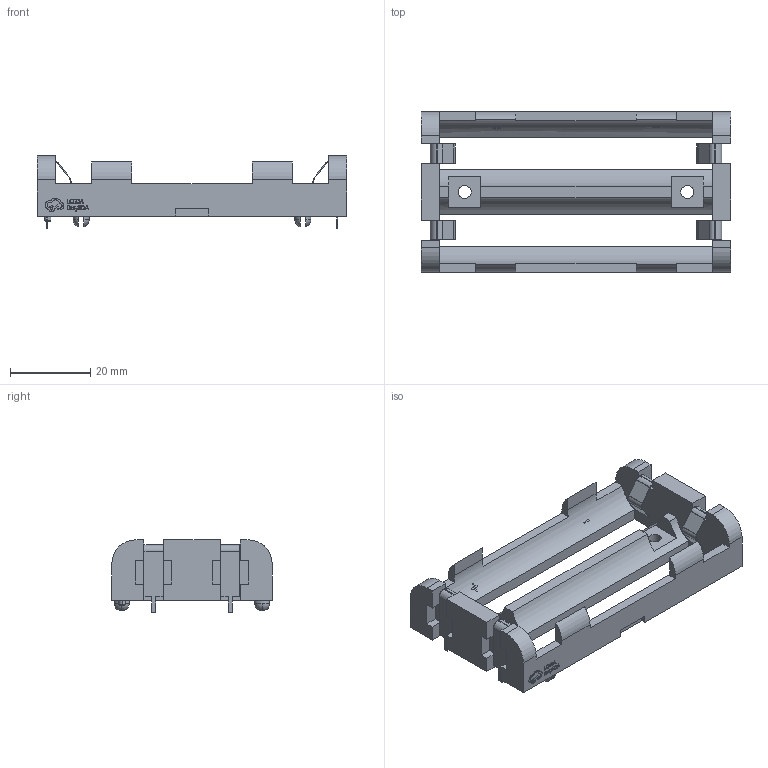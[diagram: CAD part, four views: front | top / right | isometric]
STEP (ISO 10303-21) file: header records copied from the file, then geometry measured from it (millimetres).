
FILE_DESCRIPTION (( 'STEP AP214' ), '1' );
FILE_NAME ('BAT-TH_L77.0-W39.9_BH-18650-A1BJ021.STEP', '2024-06-15T05:57:46', ( '' ), ( '' ), 'SwSTEP 2.0', 'SolidWorks 2020', '' );
FILE_SCHEMA (( 'AUTOMOTIVE_DESIGN' ));
Length unit declared in the file: millimetre
Products named in the file (1): BAT-TH_L77.0-W39.9_BH-18650-A1BJ021
Bounding box: 77 x 39.91 x 18 mm (x, y, z)
Volume: 13286.9 mm3; surface area: 10747.7 mm2
Topology: 5 solids, 5 shells, 481 faces, 1337 edges, 890 vertices
Faces by surface type: plane 299, bspline 114, cylinder 58, sphere 8, cone 2
Entity records: 21272 total; most frequent: CARTESIAN_POINT 4239, ORIENTED_EDGE 2674, DIRECTION 1969, EDGE_CURVE 1337, LINE 945, VECTOR 945, VERTEX_POINT 890, EDGE_LOOP 513
